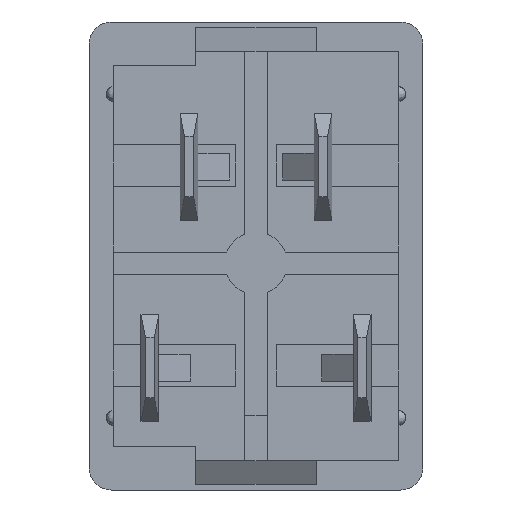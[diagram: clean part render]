
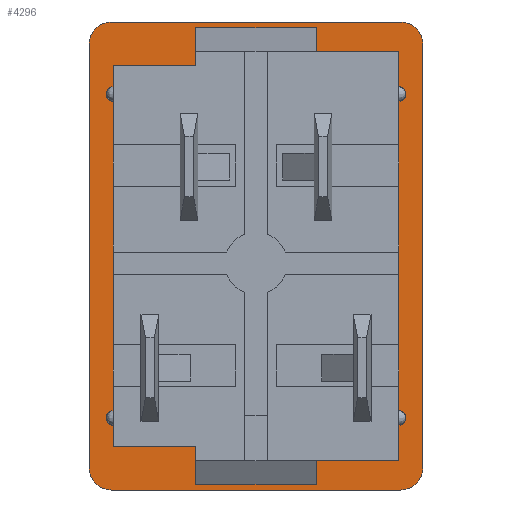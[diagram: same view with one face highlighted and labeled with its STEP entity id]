
A CAD part, front view. The second image highlights one B-rep face of the part: STEP entity #4296.
In plain terms, the highlighted planar face has unit normal (0, -1, 0).
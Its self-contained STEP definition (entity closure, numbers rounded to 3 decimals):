
#1241=CARTESIAN_POINT('',(-2.7,0.0,9.725));
#1242=VERTEX_POINT('',#1241);
#1250=CARTESIAN_POINT('',(-2.7,0.0,8.925));
#1251=VERTEX_POINT('',#1250);
#1252=CARTESIAN_POINT('',(-2.7,0.0,8.925));
#1253=DIRECTION('',(0.0,0.0,1.0));
#1254=VECTOR('',#1253,0.8);
#1255=LINE('',#1252,#1254);
#1256=EDGE_CURVE('',#1251,#1242,#1255,.T.);
#1864=CARTESIAN_POINT('',(2.7,0.0,-9.725));
#1865=VERTEX_POINT('',#1864);
#1873=CARTESIAN_POINT('',(2.7,0.0,-8.925));
#1874=VERTEX_POINT('',#1873);
#1875=CARTESIAN_POINT('',(2.7,0.0,-8.925));
#1876=DIRECTION('',(0.0,0.0,-1.0));
#1877=VECTOR('',#1876,0.8);
#1878=LINE('',#1875,#1877);
#1879=EDGE_CURVE('',#1874,#1865,#1878,.T.);
#2383=CARTESIAN_POINT('',(-2.7,0.0,-8.925));
#2384=VERTEX_POINT('',#2383);
#2391=CARTESIAN_POINT('',(-2.7,0.0,-9.725));
#2392=VERTEX_POINT('',#2391);
#2393=CARTESIAN_POINT('',(-2.7,0.0,-9.725));
#2394=DIRECTION('',(0.0,0.0,1.0));
#2395=VECTOR('',#2394,0.8);
#2396=LINE('',#2393,#2395);
#2397=EDGE_CURVE('',#2392,#2384,#2396,.T.);
#2742=CARTESIAN_POINT('',(6.475,0.0,10.475));
#2743=VERTEX_POINT('',#2742);
#2744=CARTESIAN_POINT('',(7.475,0.0,9.475));
#2745=VERTEX_POINT('',#2744);
#2746=CARTESIAN_POINT('',(6.475,0.0,9.475));
#2747=DIRECTION('',(0.0,1.0,0.0));
#2748=DIRECTION('',(0.707,0.0,0.707));
#2749=AXIS2_PLACEMENT_3D('',#2746,#2747,#2748);
#2750=CIRCLE('',#2749,1.0);
#2751=EDGE_CURVE('',#2743,#2745,#2750,.T.);
#2809=CARTESIAN_POINT('',(-7.475,0.0,9.475));
#2810=VERTEX_POINT('',#2809);
#2811=CARTESIAN_POINT('',(-6.475,0.0,10.475));
#2812=VERTEX_POINT('',#2811);
#2813=CARTESIAN_POINT('',(-6.475,0.0,9.475));
#2814=DIRECTION('',(0.0,1.0,0.0));
#2815=DIRECTION('',(-0.707,0.0,0.707));
#2816=AXIS2_PLACEMENT_3D('',#2813,#2814,#2815);
#2817=CIRCLE('',#2816,1.0);
#2818=EDGE_CURVE('',#2810,#2812,#2817,.T.);
#2898=CARTESIAN_POINT('',(7.475,0.0,-9.475));
#2899=VERTEX_POINT('',#2898);
#2900=CARTESIAN_POINT('',(6.475,0.0,-10.475));
#2901=VERTEX_POINT('',#2900);
#2902=CARTESIAN_POINT('',(6.475,0.0,-9.475));
#2903=DIRECTION('',(0.0,1.0,0.0));
#2904=DIRECTION('',(0.707,0.0,-0.707));
#2905=AXIS2_PLACEMENT_3D('',#2902,#2903,#2904);
#2906=CIRCLE('',#2905,1.0);
#2907=EDGE_CURVE('',#2899,#2901,#2906,.T.);
#2965=CARTESIAN_POINT('',(-6.475,0.0,-10.475));
#2966=VERTEX_POINT('',#2965);
#2967=CARTESIAN_POINT('',(-7.475,0.0,-9.475));
#2968=VERTEX_POINT('',#2967);
#2969=CARTESIAN_POINT('',(-6.475,0.0,-9.475));
#2970=DIRECTION('',(0.0,1.0,0.0));
#2971=DIRECTION('',(-0.707,0.0,-0.707));
#2972=AXIS2_PLACEMENT_3D('',#2969,#2970,#2971);
#2973=CIRCLE('',#2972,1.0);
#2974=EDGE_CURVE('',#2966,#2968,#2973,.T.);
#3066=CARTESIAN_POINT('',(-6.475,0.0,10.475));
#3067=DIRECTION('',(1.0,0.0,0.0));
#3068=VECTOR('',#3067,12.95);
#3069=LINE('',#3066,#3068);
#3070=EDGE_CURVE('',#2812,#2743,#3069,.T.);
#3083=CARTESIAN_POINT('',(-7.475,0.0,-9.475));
#3084=DIRECTION('',(0.0,0.0,1.0));
#3085=VECTOR('',#3084,18.95);
#3086=LINE('',#3083,#3085);
#3087=EDGE_CURVE('',#2968,#2810,#3086,.T.);
#3826=CARTESIAN_POINT('',(-6.4,0.0,8.525));
#3827=VERTEX_POINT('',#3826);
#3834=CARTESIAN_POINT('',(-6.4,0.0,7.575));
#3835=VERTEX_POINT('',#3834);
#3836=CARTESIAN_POINT('',(-6.4,0.0,7.575));
#3837=DIRECTION('',(0.0,0.0,1.0));
#3838=VECTOR('',#3837,0.95);
#3839=LINE('',#3836,#3838);
#3840=EDGE_CURVE('',#3835,#3827,#3839,.T.);
#3894=CARTESIAN_POINT('',(-6.4,0.0,6.925));
#3895=VERTEX_POINT('',#3894);
#3902=CARTESIAN_POINT('',(-6.4,0.0,0.0));
#3903=VERTEX_POINT('',#3902);
#3904=CARTESIAN_POINT('',(-6.4,0.0,0.0));
#3905=DIRECTION('',(0.0,0.0,1.0));
#3906=VECTOR('',#3905,6.925);
#3907=LINE('',#3904,#3906);
#3908=EDGE_CURVE('',#3903,#3895,#3907,.T.);
#3917=CARTESIAN_POINT('',(-6.4,0.0,-6.925));
#3918=VERTEX_POINT('',#3917);
#3919=CARTESIAN_POINT('',(-6.4,0.0,-6.925));
#3920=DIRECTION('',(0.0,0.0,1.0));
#3921=VECTOR('',#3920,6.925);
#3922=LINE('',#3919,#3921);
#3923=EDGE_CURVE('',#3918,#3903,#3922,.T.);
#3977=CARTESIAN_POINT('',(-6.4,0.0,-7.575));
#3978=VERTEX_POINT('',#3977);
#3985=CARTESIAN_POINT('',(-6.4,0.0,-8.525));
#3986=VERTEX_POINT('',#3985);
#3987=CARTESIAN_POINT('',(-6.4,0.0,-8.525));
#3988=DIRECTION('',(0.0,0.0,1.0));
#3989=VECTOR('',#3988,0.95);
#3990=LINE('',#3987,#3989);
#3991=EDGE_CURVE('',#3986,#3978,#3990,.T.);
#4141=CARTESIAN_POINT('',(-6.374,0.0,-7.25));
#4142=DIRECTION('',(0.0,1.0,0.0));
#4143=DIRECTION('',(-0.08,0.0,0.997));
#4144=AXIS2_PLACEMENT_3D('',#4141,#4142,#4143);
#4145=CIRCLE('',#4144,0.326);
#4146=EDGE_CURVE('',#3978,#3918,#4145,.T.);
#4152=CARTESIAN_POINT('',(0.0,0.0,0.0));
#4153=DIRECTION('',(0.0,1.0,0.0));
#4154=DIRECTION('',(0.0,0.0,1.0));
#4155=AXIS2_PLACEMENT_3D('',#4152,#4153,#4154);
#4156=PLANE('',#4155);
#4157=ORIENTED_EDGE('',*,*,#2751,.F.);
#4158=ORIENTED_EDGE('',*,*,#3070,.F.);
#4159=ORIENTED_EDGE('',*,*,#2818,.F.);
#4160=ORIENTED_EDGE('',*,*,#3087,.F.);
#4161=ORIENTED_EDGE('',*,*,#2974,.F.);
#4162=CARTESIAN_POINT('',(6.475,0.0,-10.475));
#4163=DIRECTION('',(-1.0,0.0,0.0));
#4164=VECTOR('',#4163,12.95);
#4165=LINE('',#4162,#4164);
#4166=EDGE_CURVE('',#2901,#2966,#4165,.T.);
#4167=ORIENTED_EDGE('',*,*,#4166,.F.);
#4168=ORIENTED_EDGE('',*,*,#2907,.F.);
#4169=CARTESIAN_POINT('',(7.475,0.0,9.475));
#4170=DIRECTION('',(0.0,0.0,-1.0));
#4171=VECTOR('',#4170,18.95);
#4172=LINE('',#4169,#4171);
#4173=EDGE_CURVE('',#2745,#2899,#4172,.T.);
#4174=ORIENTED_EDGE('',*,*,#4173,.F.);
#4175=EDGE_LOOP('',(#4157,#4158,#4159,#4160,#4161,#4167,#4168,#4174));
#4176=FACE_OUTER_BOUND('',#4175,.T.);
#4177=ORIENTED_EDGE('',*,*,#2397,.T.);
#4178=CARTESIAN_POINT('',(-2.7,0.,-8.925));
#4179=DIRECTION('',(1.0,0.0,0.0));
#4180=VECTOR('',#4179,5.4);
#4181=LINE('',#4178,#4180);
#4182=EDGE_CURVE('',#2384,#1874,#4181,.T.);
#4183=ORIENTED_EDGE('',*,*,#4182,.T.);
#4184=ORIENTED_EDGE('',*,*,#1879,.T.);
#4185=CARTESIAN_POINT('',(2.7,0.0,-9.725));
#4186=DIRECTION('',(-1.0,0.0,0.0));
#4187=VECTOR('',#4186,5.4);
#4188=LINE('',#4185,#4187);
#4189=EDGE_CURVE('',#1865,#2392,#4188,.T.);
#4190=ORIENTED_EDGE('',*,*,#4189,.T.);
#4191=EDGE_LOOP('',(#4177,#4183,#4184,#4190));
#4192=FACE_BOUND('',#4191,.T.);
#4193=ORIENTED_EDGE('',*,*,#1256,.T.);
#4194=CARTESIAN_POINT('',(2.7,0.0,9.725));
#4195=VERTEX_POINT('',#4194);
#4196=CARTESIAN_POINT('',(-2.7,0.0,9.725));
#4197=DIRECTION('',(1.0,0.0,0.0));
#4198=VECTOR('',#4197,5.4);
#4199=LINE('',#4196,#4198);
#4200=EDGE_CURVE('',#1242,#4195,#4199,.T.);
#4201=ORIENTED_EDGE('',*,*,#4200,.T.);
#4202=CARTESIAN_POINT('',(2.7,0.0,8.925));
#4203=VERTEX_POINT('',#4202);
#4204=CARTESIAN_POINT('',(2.7,0.0,9.725));
#4205=DIRECTION('',(0.0,0.0,-1.0));
#4206=VECTOR('',#4205,0.8);
#4207=LINE('',#4204,#4206);
#4208=EDGE_CURVE('',#4195,#4203,#4207,.T.);
#4209=ORIENTED_EDGE('',*,*,#4208,.T.);
#4210=CARTESIAN_POINT('',(2.7,0.,8.925));
#4211=DIRECTION('',(-1.0,0.0,0.0));
#4212=VECTOR('',#4211,5.4);
#4213=LINE('',#4210,#4212);
#4214=EDGE_CURVE('',#4203,#1251,#4213,.T.);
#4215=ORIENTED_EDGE('',*,*,#4214,.T.);
#4216=EDGE_LOOP('',(#4193,#4201,#4209,#4215));
#4217=FACE_BOUND('',#4216,.T.);
#4218=ORIENTED_EDGE('',*,*,#4146,.T.);
#4219=ORIENTED_EDGE('',*,*,#3923,.T.);
#4220=ORIENTED_EDGE('',*,*,#3908,.T.);
#4221=CARTESIAN_POINT('',(-6.374,0.0,7.25));
#4222=DIRECTION('',(0.0,1.0,0.0));
#4223=DIRECTION('',(-0.08,0.0,-0.997));
#4224=AXIS2_PLACEMENT_3D('',#4221,#4222,#4223);
#4225=CIRCLE('',#4224,0.326);
#4226=EDGE_CURVE('',#3895,#3835,#4225,.T.);
#4227=ORIENTED_EDGE('',*,*,#4226,.T.);
#4228=ORIENTED_EDGE('',*,*,#3840,.T.);
#4229=CARTESIAN_POINT('',(6.4,0.0,8.525));
#4230=VERTEX_POINT('',#4229);
#4231=CARTESIAN_POINT('',(-6.4,0.0,8.525));
#4232=DIRECTION('',(1.0,0.0,0.0));
#4233=VECTOR('',#4232,12.8);
#4234=LINE('',#4231,#4233);
#4235=EDGE_CURVE('',#3827,#4230,#4234,.T.);
#4236=ORIENTED_EDGE('',*,*,#4235,.T.);
#4237=CARTESIAN_POINT('',(6.4,0.0,7.575));
#4238=VERTEX_POINT('',#4237);
#4239=CARTESIAN_POINT('',(6.4,0.0,8.525));
#4240=DIRECTION('',(0.0,0.0,-1.0));
#4241=VECTOR('',#4240,0.95);
#4242=LINE('',#4239,#4241);
#4243=EDGE_CURVE('',#4230,#4238,#4242,.T.);
#4244=ORIENTED_EDGE('',*,*,#4243,.T.);
#4245=CARTESIAN_POINT('',(6.4,0.0,6.925));
#4246=VERTEX_POINT('',#4245);
#4247=CARTESIAN_POINT('',(6.374,0.0,7.25));
#4248=DIRECTION('',(0.0,1.0,0.0));
#4249=DIRECTION('',(0.08,0.0,-0.997));
#4250=AXIS2_PLACEMENT_3D('',#4247,#4248,#4249);
#4251=CIRCLE('',#4250,0.326);
#4252=EDGE_CURVE('',#4238,#4246,#4251,.T.);
#4253=ORIENTED_EDGE('',*,*,#4252,.T.);
#4254=CARTESIAN_POINT('',(6.4,0.0,0.0));
#4255=VERTEX_POINT('',#4254);
#4256=CARTESIAN_POINT('',(6.4,0.0,6.925));
#4257=DIRECTION('',(0.0,0.0,-1.0));
#4258=VECTOR('',#4257,6.925);
#4259=LINE('',#4256,#4258);
#4260=EDGE_CURVE('',#4246,#4255,#4259,.T.);
#4261=ORIENTED_EDGE('',*,*,#4260,.T.);
#4262=CARTESIAN_POINT('',(6.4,0.0,-6.925));
#4263=VERTEX_POINT('',#4262);
#4264=CARTESIAN_POINT('',(6.4,0.0,0.0));
#4265=DIRECTION('',(0.0,0.0,-1.0));
#4266=VECTOR('',#4265,6.925);
#4267=LINE('',#4264,#4266);
#4268=EDGE_CURVE('',#4255,#4263,#4267,.T.);
#4269=ORIENTED_EDGE('',*,*,#4268,.T.);
#4270=CARTESIAN_POINT('',(6.4,0.0,-7.575));
#4271=VERTEX_POINT('',#4270);
#4272=CARTESIAN_POINT('',(6.374,0.0,-7.25));
#4273=DIRECTION('',(0.0,1.0,0.0));
#4274=DIRECTION('',(0.08,0.0,0.997));
#4275=AXIS2_PLACEMENT_3D('',#4272,#4273,#4274);
#4276=CIRCLE('',#4275,0.326);
#4277=EDGE_CURVE('',#4263,#4271,#4276,.T.);
#4278=ORIENTED_EDGE('',*,*,#4277,.T.);
#4279=CARTESIAN_POINT('',(6.4,0.0,-8.525));
#4280=VERTEX_POINT('',#4279);
#4281=CARTESIAN_POINT('',(6.4,0.0,-7.575));
#4282=DIRECTION('',(0.0,0.0,-1.0));
#4283=VECTOR('',#4282,0.95);
#4284=LINE('',#4281,#4283);
#4285=EDGE_CURVE('',#4271,#4280,#4284,.T.);
#4286=ORIENTED_EDGE('',*,*,#4285,.T.);
#4287=CARTESIAN_POINT('',(-6.4,0.0,-8.525));
#4288=DIRECTION('',(1.0,0.0,0.0));
#4289=VECTOR('',#4288,12.8);
#4290=LINE('',#4287,#4289);
#4291=EDGE_CURVE('',#3986,#4280,#4290,.T.);
#4292=ORIENTED_EDGE('',*,*,#4291,.F.);
#4293=ORIENTED_EDGE('',*,*,#3991,.T.);
#4294=EDGE_LOOP('',(#4218,#4219,#4220,#4227,#4228,#4236,#4244,#4253,#4261,#4269,#4278,#4286,#4292,#4293));
#4295=FACE_BOUND('',#4294,.T.);
#4296=ADVANCED_FACE('',(#4176,#4192,#4217,#4295),#4156,.F.);
